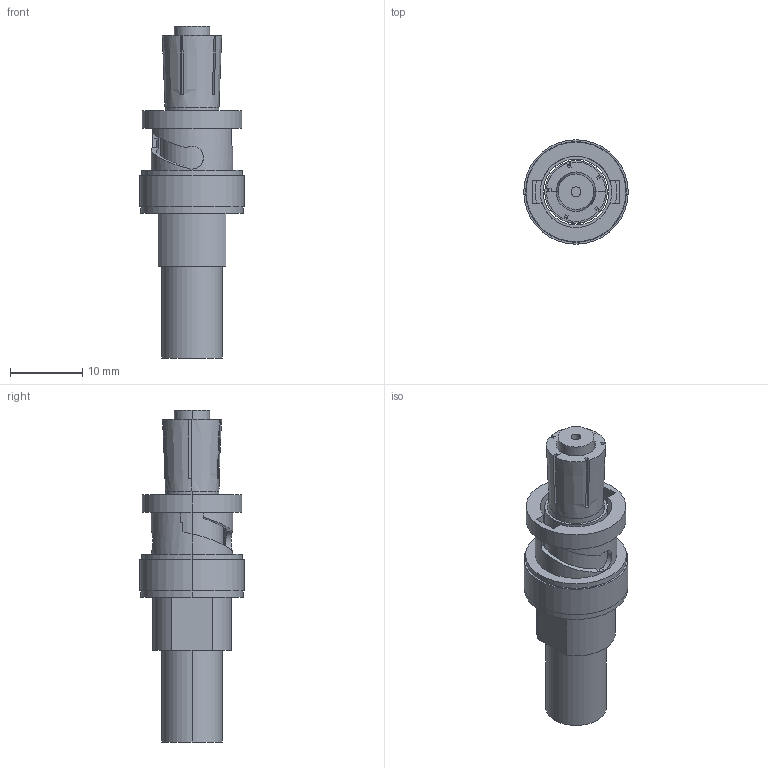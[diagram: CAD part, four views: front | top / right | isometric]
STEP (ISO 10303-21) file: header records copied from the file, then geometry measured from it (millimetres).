
FILE_DESCRIPTION (( 'STEP AP203' ), '1' );
FILE_NAME ('A0154-1-CN.STEP', '2013-11-07T13:52:48', ( '' ), ( '' ), 'SwSTEP 2.0', 'SolidWorks 2012', '' );
FILE_SCHEMA (( 'CONFIG_CONTROL_DESIGN' ));
Length unit declared in the file: inch
Products named in the file (1): A0154-1-CN
Bounding box: 14.48 x 14.48 x 46.06 mm (x, y, z)
Volume: 3071.3 mm3; surface area: 4753 mm2
Topology: 5 solids, 5 shells, 111 faces, 290 edges, 188 vertices
Faces by surface type: plane 65, cylinder 38, cone 8
Entity records: 3665 total; most frequent: CARTESIAN_POINT 870, ORIENTED_EDGE 580, DIRECTION 558, EDGE_CURVE 290, AXIS2_PLACEMENT_3D 207, VERTEX_POINT 188, VECTOR 144, LINE 144
